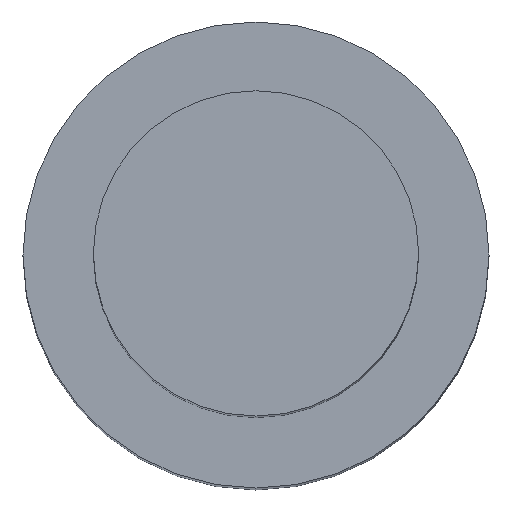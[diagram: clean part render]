
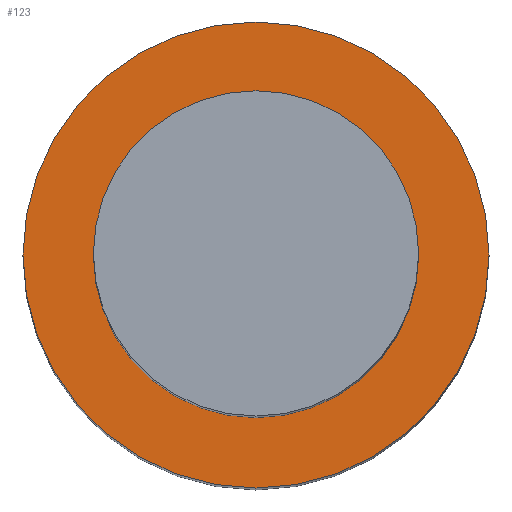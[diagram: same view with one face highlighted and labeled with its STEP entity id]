
A CAD part, top view. The second image highlights one B-rep face of the part: STEP entity #123.
In plain terms, the highlighted planar face has unit normal (0, 0, 1).
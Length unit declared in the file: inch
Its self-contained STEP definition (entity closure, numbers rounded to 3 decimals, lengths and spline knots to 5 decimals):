
#5 = FACE_BOUND ( 'NONE', #178, .T. ) ;
#6 = CARTESIAN_POINT ( 'NONE',  ( 0., 0., 38.59291 ) ) ;
#10 = AXIS2_PLACEMENT_3D ( 'NONE', #6, #191, #107 ) ;
#12 = VERTEX_POINT ( 'NONE', #28 ) ;
#26 = CARTESIAN_POINT ( 'NONE',  ( 0.197, 0., 38.59291 ) ) ;
#28 = CARTESIAN_POINT ( 'NONE',  ( 0.1375, 0., 38.59291 ) ) ;
#33 = AXIS2_PLACEMENT_3D ( 'NONE', #209, #121, #38 ) ;
#36 = AXIS2_PLACEMENT_3D ( 'NONE', #90, #73, #160 ) ;
#38 = DIRECTION ( 'NONE',  ( 1., 0., 0. ) ) ;
#40 = VERTEX_POINT ( 'NONE', #26 ) ;
#48 = ORIENTED_EDGE ( 'NONE', *, *, #87, .T. ) ;
#71 = CIRCLE ( 'NONE', #36, 0.1375 ) ;
#72 = PLANE ( 'NONE',  #10 ) ;
#73 = DIRECTION ( 'NONE',  ( 0., 0., 1. ) ) ;
#87 = EDGE_CURVE ( 'NONE', #40, #40, #125, .T. ) ;
#90 = CARTESIAN_POINT ( 'NONE',  ( 0., 0., 38.59291 ) ) ;
#92 = ORIENTED_EDGE ( 'NONE', *, *, #182, .F. ) ;
#107 = DIRECTION ( 'NONE',  ( 1., 0., 0. ) ) ;
#121 = DIRECTION ( 'NONE',  ( 0., 0., 1. ) ) ;
#123 = ADVANCED_FACE ( 'NONE', ( #161, #5 ), #72, .T. ) ;
#125 = CIRCLE ( 'NONE', #33, 0.197 ) ;
#152 = EDGE_LOOP ( 'NONE', ( #48 ) ) ;
#160 = DIRECTION ( 'NONE',  ( 1., 0., 0. ) ) ;
#161 = FACE_OUTER_BOUND ( 'NONE', #152, .T. ) ;
#178 = EDGE_LOOP ( 'NONE', ( #92 ) ) ;
#182 = EDGE_CURVE ( 'NONE', #12, #12, #71, .T. ) ;
#191 = DIRECTION ( 'NONE',  ( 0., 0., 1. ) ) ;
#209 = CARTESIAN_POINT ( 'NONE',  ( 0., 0., 38.59291 ) ) ;
